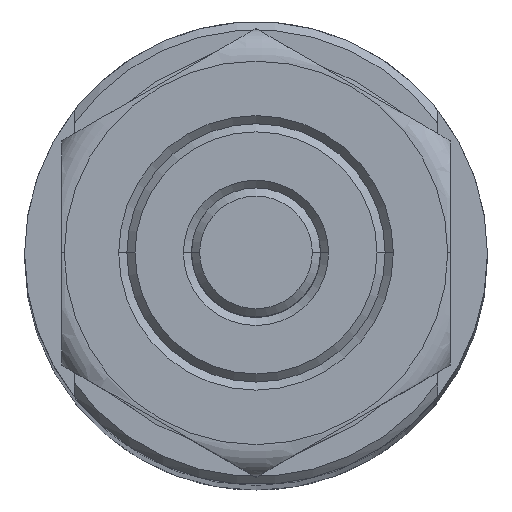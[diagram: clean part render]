
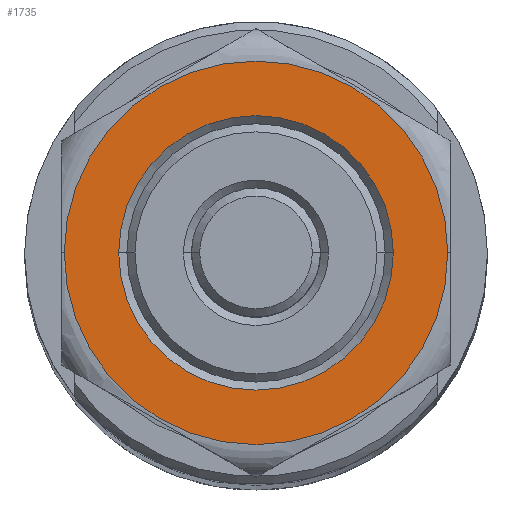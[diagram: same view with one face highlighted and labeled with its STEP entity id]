
A CAD part, top view. The second image highlights one B-rep face of the part: STEP entity #1735.
In plain terms, the highlighted planar face has unit normal (0, 0, 1).
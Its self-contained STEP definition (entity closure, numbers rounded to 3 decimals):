
#75=PLANE('',#1959);
#98=FACE_BOUND('',#378,.T.);
#254=FACE_OUTER_BOUND('',#377,.T.);
#377=EDGE_LOOP('',(#1542,#1543));
#378=EDGE_LOOP('',(#1544,#1545));
#684=CIRCLE('',#1943,8.438);
#686=CIRCLE('',#1946,11.785);
#695=CIRCLE('',#1960,11.785);
#696=CIRCLE('',#1961,8.438);
#830=VERTEX_POINT('',#3155);
#831=VERTEX_POINT('',#3157);
#834=VERTEX_POINT('',#3183);
#835=VERTEX_POINT('',#3185);
#1062=EDGE_CURVE('',#830,#831,#684,.T.);
#1066=EDGE_CURVE('',#835,#834,#686,.T.);
#1086=EDGE_CURVE('',#834,#835,#695,.T.);
#1087=EDGE_CURVE('',#831,#830,#696,.T.);
#1542=ORIENTED_EDGE('',*,*,#1066,.T.);
#1543=ORIENTED_EDGE('',*,*,#1086,.T.);
#1544=ORIENTED_EDGE('',*,*,#1087,.F.);
#1545=ORIENTED_EDGE('',*,*,#1062,.F.);
#1735=ADVANCED_FACE('',(#254,#98),#75,.F.);
#1943=AXIS2_PLACEMENT_3D('',#3158,#2451,#2452);
#1946=AXIS2_PLACEMENT_3D('',#3186,#2458,#2459);
#1959=AXIS2_PLACEMENT_3D('',#3413,#2488,#2489);
#1960=AXIS2_PLACEMENT_3D('',#3414,#2490,#2491);
#1961=AXIS2_PLACEMENT_3D('',#3415,#2492,#2493);
#2451=DIRECTION('center_axis',(0.,0.,1.));
#2452=DIRECTION('ref_axis',(-1.,0.,0.));
#2458=DIRECTION('center_axis',(0.,0.,1.));
#2459=DIRECTION('ref_axis',(-1.,0.,0.));
#2488=DIRECTION('center_axis',(0.,0.,-1.));
#2489=DIRECTION('ref_axis',(1.,0.,0.));
#2490=DIRECTION('center_axis',(0.,0.,1.));
#2491=DIRECTION('ref_axis',(-1.,0.,0.));
#2492=DIRECTION('center_axis',(0.,0.,1.));
#2493=DIRECTION('ref_axis',(-1.,0.,0.));
#3155=CARTESIAN_POINT('',(8.438,0.,110.523));
#3157=CARTESIAN_POINT('',(-8.438,0.,110.523));
#3158=CARTESIAN_POINT('Origin',(0.,0.,110.523));
#3183=CARTESIAN_POINT('',(11.785,0.,110.523));
#3185=CARTESIAN_POINT('',(-11.785,0.,110.523));
#3186=CARTESIAN_POINT('Origin',(0.,0.,110.523));
#3413=CARTESIAN_POINT('Origin',(-11.938,-6.892,110.523));
#3414=CARTESIAN_POINT('Origin',(0.,0.,110.523));
#3415=CARTESIAN_POINT('Origin',(0.,0.,110.523));
